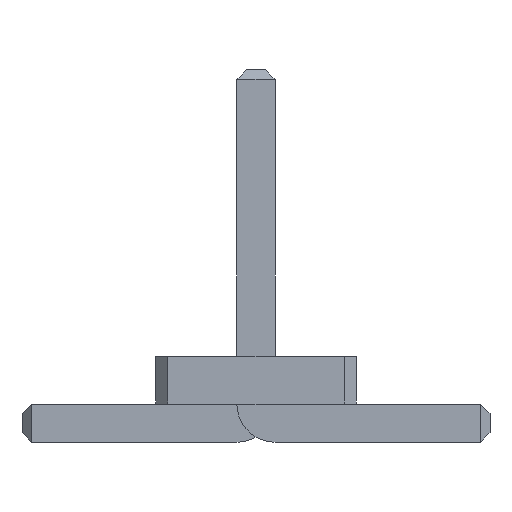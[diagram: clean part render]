
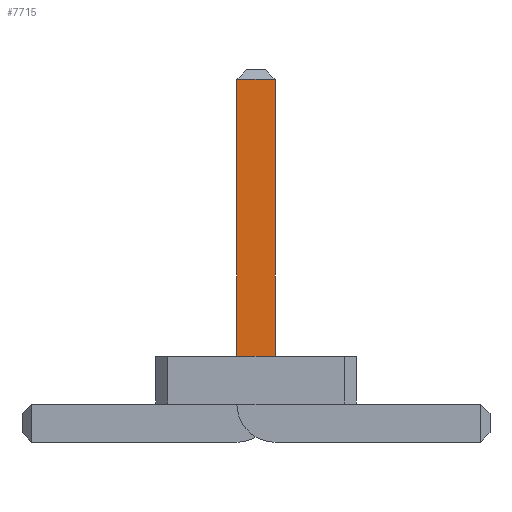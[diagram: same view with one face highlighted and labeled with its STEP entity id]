
A CAD part, front view. The second image highlights one B-rep face of the part: STEP entity #7715.
In plain terms, the highlighted planar face has unit normal (0, -1, 0).
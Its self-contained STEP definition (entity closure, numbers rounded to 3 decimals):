
#2907 = VERTEX_POINT('',#2908);
#2908 = CARTESIAN_POINT('',(-0.2,-9.725,0.9));
#2916 = EDGE_CURVE('',#2917,#2907,#2919,.T.);
#2917 = VERTEX_POINT('',#2918);
#2918 = CARTESIAN_POINT('',(0.2,-9.725,0.9));
#2919 = LINE('',#2920,#2921);
#2920 = CARTESIAN_POINT('',(-0.562,-9.725,0.9));
#2921 = VECTOR('',#2922,1.);
#2922 = DIRECTION('',(-1.,-0.,-0.));
#7649 = EDGE_CURVE('',#2907,#7650,#7652,.T.);
#7650 = VERTEX_POINT('',#7651);
#7651 = CARTESIAN_POINT('',(-0.2,-9.725,3.8));
#7652 = LINE('',#7653,#7654);
#7653 = CARTESIAN_POINT('',(-0.2,-9.725,0.));
#7654 = VECTOR('',#7655,1.);
#7655 = DIRECTION('',(0.,0.,1.));
#7697 = VERTEX_POINT('',#7698);
#7698 = CARTESIAN_POINT('',(0.2,-9.725,3.8));
#7704 = EDGE_CURVE('',#7697,#2917,#7705,.T.);
#7705 = LINE('',#7706,#7707);
#7706 = CARTESIAN_POINT('',(0.2,-9.725,3.9));
#7707 = VECTOR('',#7708,1.);
#7708 = DIRECTION('',(0.,0.,-1.));
#7715 = ADVANCED_FACE('',(#7716),#7727,.T.);
#7716 = FACE_BOUND('',#7717,.T.);
#7717 = EDGE_LOOP('',(#7718,#7719,#7720,#7721));
#7718 = ORIENTED_EDGE('',*,*,#7649,.F.);
#7719 = ORIENTED_EDGE('',*,*,#2916,.F.);
#7720 = ORIENTED_EDGE('',*,*,#7704,.F.);
#7721 = ORIENTED_EDGE('',*,*,#7722,.F.);
#7722 = EDGE_CURVE('',#7650,#7697,#7723,.T.);
#7723 = LINE('',#7724,#7725);
#7724 = CARTESIAN_POINT('',(-0.2,-9.725,3.8));
#7725 = VECTOR('',#7726,1.);
#7726 = DIRECTION('',(1.,0.,0.));
#7727 = PLANE('',#7728);
#7728 = AXIS2_PLACEMENT_3D('',#7729,#7730,#7731);
#7729 = CARTESIAN_POINT('',(-0.2,-9.725,3.9));
#7730 = DIRECTION('',(0.,-1.,0.));
#7731 = DIRECTION('',(0.,0.,-1.));
